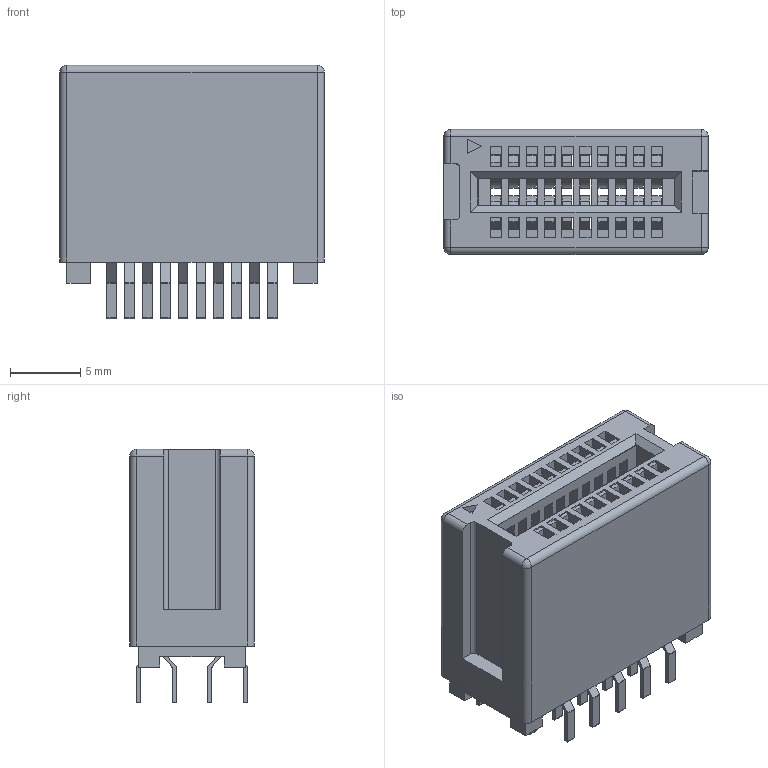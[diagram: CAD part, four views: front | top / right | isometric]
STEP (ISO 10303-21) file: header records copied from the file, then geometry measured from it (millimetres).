
FILE_DESCRIPTION(/* description */ ('model of 4UCON_17809_02x10x1.27mm_Vertical'),/* implementation_level */ '2;1');
FILE_NAME(/* name */ '4UCON_17809_02x10x1.27mm_Vertical.step',/* time_stamp */ '2017-06-13T10:41:36',/* author */ ('Ray Benitez',''),/* organization */ (''),/* preprocessor_version */ '',/* originating_system */ '',/* authorisation */ '');
FILE_SCHEMA(('AUTOMOTIVE_DESIGN_CC2 { 1 2 10303 214 -1 1 5 4 }'));
Length unit declared in the file: millimetre
Products named in the file (1): ucon_17809_02x10_1_27mm
Bounding box: 18.8 x 8.88 x 18.04 mm (x, y, z)
Volume: 1637.4 mm3; surface area: 3479.6 mm2
Topology: 11 solids, 11 shells, 927 faces, 2805 edges, 1870 vertices
Faces by surface type: plane 667, cylinder 252, sphere 4, bspline 4
Entity records: 38461 total; most frequent: CARTESIAN_POINT 6115, ORIENTED_EDGE 5602, DIRECTION 5254, EDGE_CURVE 2801, LINE 2178, VECTOR 2178, VERTEX_POINT 1870, AXIS2_PLACEMENT_3D 1538
